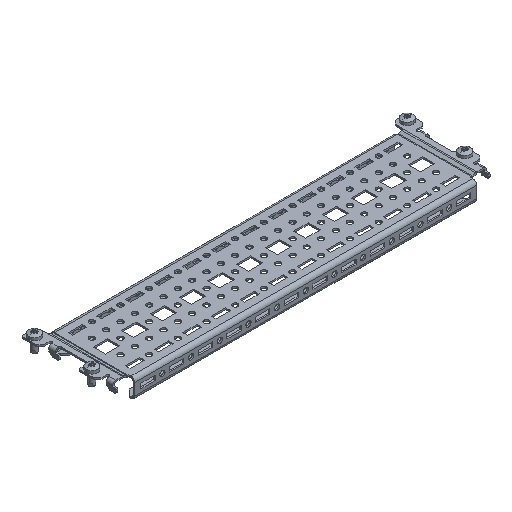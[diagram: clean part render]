
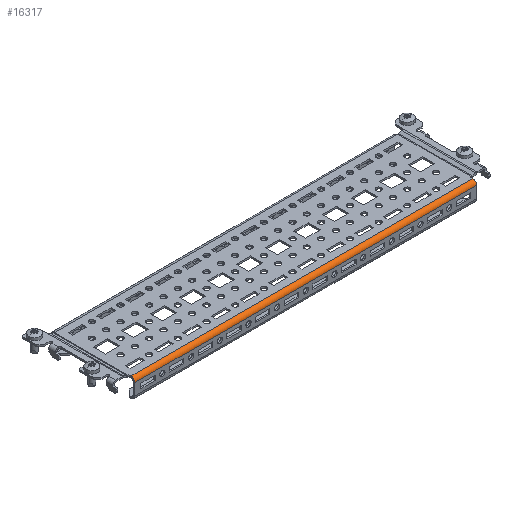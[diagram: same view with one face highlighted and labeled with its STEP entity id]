
A CAD part, isometric view. The second image highlights one B-rep face of the part: STEP entity #16317.
In plain terms, the highlighted cylindrical face has radius 3.4 mm (diameter 6.8 mm), a partial arc.
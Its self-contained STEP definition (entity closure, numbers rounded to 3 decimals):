
#152 = DIRECTION ( 'NONE',  ( 0., 0., 1. ) ) ;
#399 = AXIS2_PLACEMENT_3D ( 'NONE', #7113, #3421, #22441 ) ;
#448 = VECTOR ( 'NONE', #12668, 1000. ) ;
#483 = CARTESIAN_POINT ( 'NONE',  ( 149., -33.1, 8.5 ) ) ;
#2644 = VERTEX_POINT ( 'NONE', #9451 ) ;
#2775 = EDGE_LOOP ( 'NONE', ( #9266, #11430, #11961, #18038 ) ) ;
#3319 = CARTESIAN_POINT ( 'NONE',  ( 149., -33.1, 5.1 ) ) ;
#3421 = DIRECTION ( 'NONE',  ( -1., 0., 0. ) ) ;
#4890 = CYLINDRICAL_SURFACE ( 'NONE', #399, 3.4 ) ;
#5423 = FACE_OUTER_BOUND ( 'NONE', #2775, .T. ) ;
#7113 = CARTESIAN_POINT ( 'NONE',  ( 149., -33.1, 5.1 ) ) ;
#7419 = VECTOR ( 'NONE', #20962, 1000. ) ;
#8599 = VERTEX_POINT ( 'NONE', #12701 ) ;
#9157 = EDGE_CURVE ( 'NONE', #14491, #15556, #9703, .T. ) ;
#9266 = ORIENTED_EDGE ( 'NONE', *, *, #10603, .T. ) ;
#9451 = CARTESIAN_POINT ( 'NONE',  ( -149., -36.5, 5.1 ) ) ;
#9703 = LINE ( 'NONE', #483, #448 ) ;
#9897 = CARTESIAN_POINT ( 'NONE',  ( -149., -33.1, 8.5 ) ) ;
#10032 = CARTESIAN_POINT ( 'NONE',  ( 149., -33.1, 8.5 ) ) ;
#10603 = EDGE_CURVE ( 'NONE', #15556, #2644, #21580, .T. ) ;
#11430 = ORIENTED_EDGE ( 'NONE', *, *, #14531, .F. ) ;
#11961 = ORIENTED_EDGE ( 'NONE', *, *, #15042, .F. ) ;
#12388 = DIRECTION ( 'NONE',  ( 1., 0., 0. ) ) ;
#12634 = AXIS2_PLACEMENT_3D ( 'NONE', #3319, #18718, #20793 ) ;
#12668 = DIRECTION ( 'NONE',  ( -1., 0., 0. ) ) ;
#12701 = CARTESIAN_POINT ( 'NONE',  ( 149., -36.5, 5.1 ) ) ;
#13390 = CIRCLE ( 'NONE', #12634, 3.4 ) ;
#14137 = CARTESIAN_POINT ( 'NONE',  ( 149., -36.5, 5.1 ) ) ;
#14491 = VERTEX_POINT ( 'NONE', #10032 ) ;
#14531 = EDGE_CURVE ( 'NONE', #8599, #2644, #17197, .T. ) ;
#15042 = EDGE_CURVE ( 'NONE', #14491, #8599, #13390, .T. ) ;
#15292 = AXIS2_PLACEMENT_3D ( 'NONE', #20880, #12388, #152 ) ;
#15556 = VERTEX_POINT ( 'NONE', #9897 ) ;
#16317 = ADVANCED_FACE ( 'NONE', ( #5423 ), #4890, .T. ) ;
#17197 = LINE ( 'NONE', #14137, #7419 ) ;
#18038 = ORIENTED_EDGE ( 'NONE', *, *, #9157, .T. ) ;
#18718 = DIRECTION ( 'NONE',  ( 1., 0., 0. ) ) ;
#20793 = DIRECTION ( 'NONE',  ( 0., 0., 1. ) ) ;
#20880 = CARTESIAN_POINT ( 'NONE',  ( -149., -33.1, 5.1 ) ) ;
#20962 = DIRECTION ( 'NONE',  ( -1., 0., 0. ) ) ;
#21580 = CIRCLE ( 'NONE', #15292, 3.4 ) ;
#22441 = DIRECTION ( 'NONE',  ( 0., 0., 1. ) ) ;
